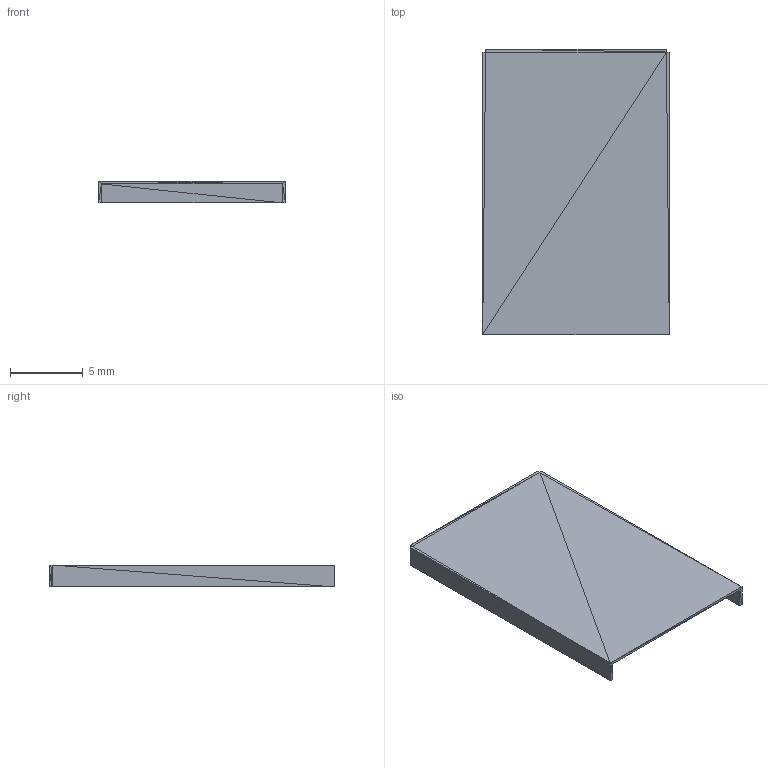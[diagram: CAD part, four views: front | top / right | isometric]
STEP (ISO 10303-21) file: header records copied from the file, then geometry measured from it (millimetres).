
FILE_DESCRIPTION(('FreeCAD Model'),'2;1');
FILE_NAME('Open CASCADE Shape Model','2022-12-15T17:58:54',('Author'),( ''),'Open CASCADE STEP processor 7.6','FreeCAD','Unknown');
FILE_SCHEMA(('AUTOMOTIVE_DESIGN { 1 0 10303 214 1 1 1 1 }'));
Length unit declared in the file: millimetre
Products named in the file (1): Riotee_EMI_shield_2_001 (Solid)
Bounding box: 12.8 x 19.6 x 1.5 mm (x, y, z)
Volume: 62.6 mm3; surface area: 649.3 mm2
Topology: 1 solids, 1 shells, 52 faces, 78 edges, 28 vertices
Faces by surface type: plane 52
Entity records: 2062 total; most frequent: DIRECTION 340, CARTESIAN_POINT 315, LINE 234, VECTOR 234, ORIENTED_EDGE 156, PCURVE 156, DEFINITIONAL_REPRESENTATION 156, EDGE_CURVE 78
